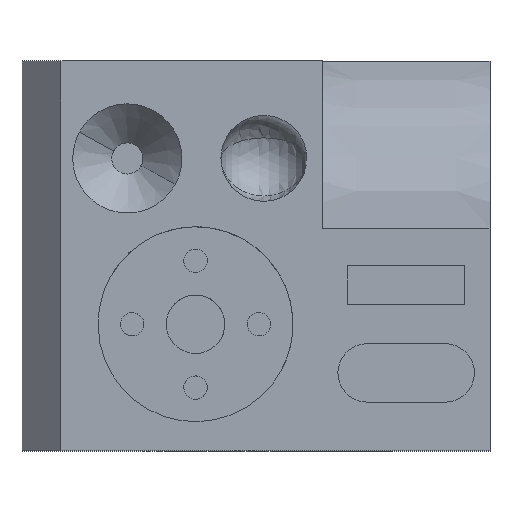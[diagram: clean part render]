
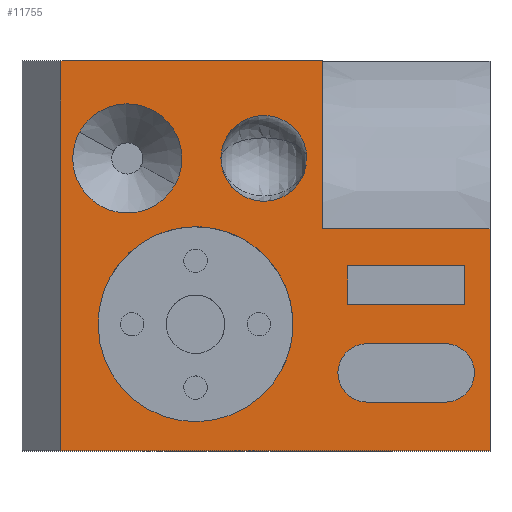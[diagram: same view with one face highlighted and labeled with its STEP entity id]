
A CAD part, top view. The second image highlights one B-rep face of the part: STEP entity #11755.
In plain terms, the highlighted planar face has unit normal (0, 0, 1).
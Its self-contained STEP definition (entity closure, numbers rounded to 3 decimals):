
#242=CARTESIAN_POINT('Control Point',(42.56,44.486,50.)) ;
#243=CARTESIAN_POINT('Control Point',(44.443,47.932,50.)) ;
#244=CARTESIAN_POINT('Control Point',(47.003,51.008,50.)) ;
#245=CARTESIAN_POINT('Control Point',(50.142,53.538,50.)) ;
#246=CARTESIAN_POINT('Control Point',(57.244,57.229,50.)) ;
#247=CARTESIAN_POINT('Control Point',(65.215,57.96,50.)) ;
#248=CARTESIAN_POINT('Control Point',(69.223,57.528,50.)) ;
#249=CARTESIAN_POINT('Control Point',(76.855,55.116,50.)) ;
#250=CARTESIAN_POINT('Control Point',(83.008,49.997,50.)) ;
#251=CARTESIAN_POINT('Control Point',(85.538,46.858,50.)) ;
#252=CARTESIAN_POINT('Control Point',(89.229,39.756,50.)) ;
#253=CARTESIAN_POINT('Control Point',(89.96,31.785,50.)) ;
#254=CARTESIAN_POINT('Control Point',(89.528,27.777,50.)) ;
#255=CARTESIAN_POINT('Control Point',(88.322,23.961,50.)) ;
#256=CARTESIAN_POINT('Control Point',(86.44,20.514,50.)) ;
#257=CARTESIAN_POINT('Vertex',(86.44,20.514,50.)) ;
#259=CARTESIAN_POINT('Vertex',(42.56,44.486,50.)) ;
#284=CARTESIAN_POINT('Axis2P3D Location',(64.5,32.5,50.)) ;
#564=CARTESIAN_POINT('Vertex',(30.,100.,50.)) ;
#567=CARTESIAN_POINT('Line Origine',(63.5,100.,50.)) ;
#571=CARTESIAN_POINT('Vertex',(97.,100.,50.)) ;
#601=CARTESIAN_POINT('Line Origine',(30.,50.,50.)) ;
#605=CARTESIAN_POINT('Vertex',(30.,0.,50.)) ;
#650=CARTESIAN_POINT('Vertex',(140.,0.,50.)) ;
#653=CARTESIAN_POINT('Line Origine',(85.,0.,50.)) ;
#3254=CARTESIAN_POINT('Line Origine',(140.,28.5,50.)) ;
#3258=CARTESIAN_POINT('Vertex',(140.,57.,50.)) ;
#3316=CARTESIAN_POINT('Line Origine',(118.5,57.,50.)) ;
#3320=CARTESIAN_POINT('Vertex',(97.,57.,50.)) ;
#3355=CARTESIAN_POINT('Line Origine',(97.,78.5,50.)) ;
#3371=CARTESIAN_POINT('Axis2P3D Location',(82.,75.,50.)) ;
#3375=CARTESIAN_POINT('Vertex',(93.,75.,50.)) ;
#3377=CARTESIAN_POINT('Vertex',(71.,75.,50.)) ;
#3395=CARTESIAN_POINT('Axis2P3D Location',(82.,75.,50.)) ;
#3415=CARTESIAN_POINT('Axis2P3D Location',(47.,75.,50.)) ;
#3419=CARTESIAN_POINT('Vertex',(59.286,68.288,50.)) ;
#3421=CARTESIAN_POINT('Vertex',(34.714,81.712,50.)) ;
#3455=CARTESIAN_POINT('Axis2P3D Location',(47.,75.,50.)) ;
#11662=CARTESIAN_POINT('Axis2P3D Location',(0.,0.,50.)) ;
#11687=CARTESIAN_POINT('Line Origine',(118.5,47.5,50.)) ;
#11691=CARTESIAN_POINT('Vertex',(133.5,47.5,50.)) ;
#11693=CARTESIAN_POINT('Vertex',(103.5,47.5,50.)) ;
#11696=CARTESIAN_POINT('Line Origine',(133.5,42.5,50.)) ;
#11700=CARTESIAN_POINT('Vertex',(133.5,37.5,50.)) ;
#11703=CARTESIAN_POINT('Line Origine',(118.5,37.5,50.)) ;
#11707=CARTESIAN_POINT('Vertex',(103.5,37.5,50.)) ;
#11710=CARTESIAN_POINT('Line Origine',(103.5,42.5,50.)) ;
#11721=CARTESIAN_POINT('Axis2P3D Location',(108.5,20.,50.)) ;
#11725=CARTESIAN_POINT('Vertex',(108.5,27.5,50.)) ;
#11727=CARTESIAN_POINT('Vertex',(108.5,12.5,50.)) ;
#11730=CARTESIAN_POINT('Line Origine',(118.5,27.5,50.)) ;
#11734=CARTESIAN_POINT('Vertex',(128.5,27.5,50.)) ;
#11737=CARTESIAN_POINT('Axis2P3D Location',(128.5,20.,50.)) ;
#11741=CARTESIAN_POINT('Vertex',(128.5,12.5,50.)) ;
#11744=CARTESIAN_POINT('Line Origine',(118.5,12.5,50.)) ;
#285=DIRECTION('Axis2P3D Direction',(0.,-0.,-1.)) ;
#568=DIRECTION('Vector Direction',(-1.,0.,0.)) ;
#602=DIRECTION('Vector Direction',(0.,1.,0.)) ;
#654=DIRECTION('Vector Direction',(1.,0.,0.)) ;
#3255=DIRECTION('Vector Direction',(0.,1.,0.)) ;
#3317=DIRECTION('Vector Direction',(-1.,0.,0.)) ;
#3356=DIRECTION('Vector Direction',(0.,-1.,0.)) ;
#3372=DIRECTION('Axis2P3D Direction',(0.,0.,-1.)) ;
#3396=DIRECTION('Axis2P3D Direction',(0.,0.,1.)) ;
#3416=DIRECTION('Axis2P3D Direction',(0.,0.,1.)) ;
#3456=DIRECTION('Axis2P3D Direction',(0.,0.,1.)) ;
#11663=DIRECTION('Axis2P3D Direction',(0.,0.,1.)) ;
#11664=DIRECTION('Axis2P3D XDirection',(1.,0.,0.)) ;
#11688=DIRECTION('Vector Direction',(1.,0.,0.)) ;
#11697=DIRECTION('Vector Direction',(0.,-1.,0.)) ;
#11704=DIRECTION('Vector Direction',(-1.,0.,0.)) ;
#11711=DIRECTION('Vector Direction',(0.,1.,0.)) ;
#11722=DIRECTION('Axis2P3D Direction',(0.,0.,1.)) ;
#11731=DIRECTION('Vector Direction',(1.,0.,0.)) ;
#11738=DIRECTION('Axis2P3D Direction',(0.,0.,1.)) ;
#11745=DIRECTION('Vector Direction',(-1.,0.,0.)) ;
#286=AXIS2_PLACEMENT_3D('Circle Axis2P3D',#284,#285,$) ;
#3373=AXIS2_PLACEMENT_3D('Circle Axis2P3D',#3371,#3372,$) ;
#3397=AXIS2_PLACEMENT_3D('Circle Axis2P3D',#3395,#3396,$) ;
#3417=AXIS2_PLACEMENT_3D('Circle Axis2P3D',#3415,#3416,$) ;
#3457=AXIS2_PLACEMENT_3D('Circle Axis2P3D',#3455,#3456,$) ;
#11665=AXIS2_PLACEMENT_3D('Plane Axis2P3D',#11662,#11663,#11664) ;
#11723=AXIS2_PLACEMENT_3D('Circle Axis2P3D',#11721,#11722,$) ;
#11739=AXIS2_PLACEMENT_3D('Circle Axis2P3D',#11737,#11738,$) ;
#11668=ORIENTED_EDGE('',*,*,#573,.T.) ;
#11669=ORIENTED_EDGE('',*,*,#607,.T.) ;
#11670=ORIENTED_EDGE('',*,*,#657,.T.) ;
#11671=ORIENTED_EDGE('',*,*,#3260,.F.) ;
#11672=ORIENTED_EDGE('',*,*,#3322,.T.) ;
#11673=ORIENTED_EDGE('',*,*,#3359,.F.) ;
#11676=ORIENTED_EDGE('',*,*,#261,.F.) ;
#11677=ORIENTED_EDGE('',*,*,#288,.F.) ;
#11680=ORIENTED_EDGE('',*,*,#3379,.F.) ;
#11681=ORIENTED_EDGE('',*,*,#3399,.F.) ;
#11684=ORIENTED_EDGE('',*,*,#3423,.F.) ;
#11685=ORIENTED_EDGE('',*,*,#3459,.F.) ;
#11716=ORIENTED_EDGE('',*,*,#11695,.F.) ;
#11717=ORIENTED_EDGE('',*,*,#11702,.F.) ;
#11718=ORIENTED_EDGE('',*,*,#11709,.F.) ;
#11719=ORIENTED_EDGE('',*,*,#11714,.F.) ;
#11750=ORIENTED_EDGE('',*,*,#11729,.F.) ;
#11751=ORIENTED_EDGE('',*,*,#11736,.F.) ;
#11752=ORIENTED_EDGE('',*,*,#11743,.F.) ;
#11753=ORIENTED_EDGE('',*,*,#11748,.F.) ;
#11678=FACE_BOUND('',#11675,.T.) ;
#11682=FACE_BOUND('',#11679,.T.) ;
#11686=FACE_BOUND('',#11683,.T.) ;
#11720=FACE_BOUND('',#11715,.T.) ;
#11754=FACE_BOUND('',#11749,.T.) ;
#569=VECTOR('Line Direction',#568,1.) ;
#603=VECTOR('Line Direction',#602,1.) ;
#655=VECTOR('Line Direction',#654,1.) ;
#3256=VECTOR('Line Direction',#3255,1.) ;
#3318=VECTOR('Line Direction',#3317,1.) ;
#3357=VECTOR('Line Direction',#3356,1.) ;
#11689=VECTOR('Line Direction',#11688,1.) ;
#11698=VECTOR('Line Direction',#11697,1.) ;
#11705=VECTOR('Line Direction',#11704,1.) ;
#11712=VECTOR('Line Direction',#11711,1.) ;
#11732=VECTOR('Line Direction',#11731,1.) ;
#11746=VECTOR('Line Direction',#11745,1.) ;
#11755=ADVANCED_FACE('PartBody',(#11674,#11678,#11682,#11686,#11720,#11754),#11666,.T.) ;
#241=B_SPLINE_CURVE_WITH_KNOTS('',5,(#242,#243,#244,#245,#246,#247,#248,#249,#250,#251,#252,#253,#254,#255,#256),.UNSPECIFIED.,.F.,.U.,(6,3,3,3,6),(-39.27,-19.635,0.,19.635,39.27),.UNSPECIFIED.) ;
#287=CIRCLE('generated circle',#286,25.) ;
#3374=CIRCLE('generated circle',#3373,11.) ;
#3398=CIRCLE('generated circle',#3397,11.) ;
#3418=CIRCLE('generated circle',#3417,14.) ;
#3458=CIRCLE('generated circle',#3457,14.) ;
#11724=CIRCLE('generated circle',#11723,7.5) ;
#11740=CIRCLE('generated circle',#11739,7.5) ;
#261=EDGE_CURVE('',#258,#260,#241,.F.) ;
#288=EDGE_CURVE('',#260,#258,#287,.F.) ;
#573=EDGE_CURVE('',#572,#565,#570,.T.) ;
#607=EDGE_CURVE('',#565,#606,#604,.F.) ;
#657=EDGE_CURVE('',#606,#651,#656,.T.) ;
#3260=EDGE_CURVE('',#3259,#651,#3257,.F.) ;
#3322=EDGE_CURVE('',#3259,#3321,#3319,.T.) ;
#3359=EDGE_CURVE('',#572,#3321,#3358,.T.) ;
#3379=EDGE_CURVE('',#3376,#3378,#3374,.F.) ;
#3399=EDGE_CURVE('',#3378,#3376,#3398,.T.) ;
#3423=EDGE_CURVE('',#3420,#3422,#3418,.T.) ;
#3459=EDGE_CURVE('',#3422,#3420,#3458,.T.) ;
#11695=EDGE_CURVE('',#11692,#11694,#11690,.F.) ;
#11702=EDGE_CURVE('',#11701,#11692,#11699,.F.) ;
#11709=EDGE_CURVE('',#11708,#11701,#11706,.F.) ;
#11714=EDGE_CURVE('',#11694,#11708,#11713,.F.) ;
#11729=EDGE_CURVE('',#11726,#11728,#11724,.T.) ;
#11736=EDGE_CURVE('',#11735,#11726,#11733,.F.) ;
#11743=EDGE_CURVE('',#11742,#11735,#11740,.T.) ;
#11748=EDGE_CURVE('',#11728,#11742,#11747,.F.) ;
#11667=EDGE_LOOP('',(#11668,#11669,#11670,#11671,#11672,#11673)) ;
#11675=EDGE_LOOP('',(#11676,#11677)) ;
#11679=EDGE_LOOP('',(#11680,#11681)) ;
#11683=EDGE_LOOP('',(#11684,#11685)) ;
#11715=EDGE_LOOP('',(#11716,#11717,#11718,#11719)) ;
#11749=EDGE_LOOP('',(#11750,#11751,#11752,#11753)) ;
#11674=FACE_OUTER_BOUND('',#11667,.T.) ;
#570=LINE('Line',#567,#569) ;
#604=LINE('Line',#601,#603) ;
#656=LINE('Line',#653,#655) ;
#3257=LINE('Line',#3254,#3256) ;
#3319=LINE('Line',#3316,#3318) ;
#3358=LINE('Line',#3355,#3357) ;
#11690=LINE('Line',#11687,#11689) ;
#11699=LINE('Line',#11696,#11698) ;
#11706=LINE('Line',#11703,#11705) ;
#11713=LINE('Line',#11710,#11712) ;
#11733=LINE('Line',#11730,#11732) ;
#11747=LINE('Line',#11744,#11746) ;
#11666=PLANE('Plane',#11665) ;
#258=VERTEX_POINT('',#257) ;
#260=VERTEX_POINT('',#259) ;
#565=VERTEX_POINT('',#564) ;
#572=VERTEX_POINT('',#571) ;
#606=VERTEX_POINT('',#605) ;
#651=VERTEX_POINT('',#650) ;
#3259=VERTEX_POINT('',#3258) ;
#3321=VERTEX_POINT('',#3320) ;
#3376=VERTEX_POINT('',#3375) ;
#3378=VERTEX_POINT('',#3377) ;
#3420=VERTEX_POINT('',#3419) ;
#3422=VERTEX_POINT('',#3421) ;
#11692=VERTEX_POINT('',#11691) ;
#11694=VERTEX_POINT('',#11693) ;
#11701=VERTEX_POINT('',#11700) ;
#11708=VERTEX_POINT('',#11707) ;
#11726=VERTEX_POINT('',#11725) ;
#11728=VERTEX_POINT('',#11727) ;
#11735=VERTEX_POINT('',#11734) ;
#11742=VERTEX_POINT('',#11741) ;
